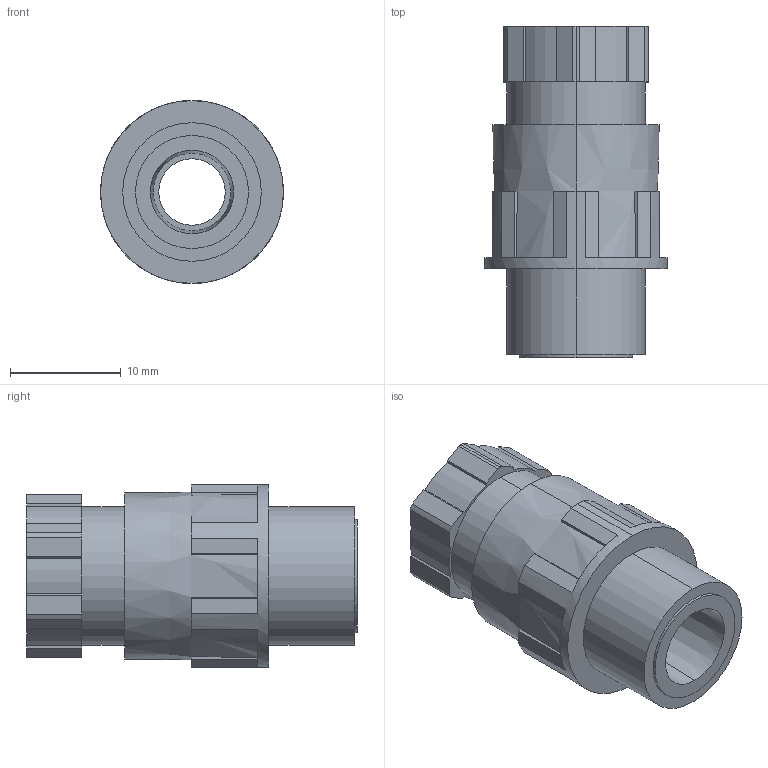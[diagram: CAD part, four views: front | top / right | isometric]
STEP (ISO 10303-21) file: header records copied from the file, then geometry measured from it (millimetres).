
FILE_DESCRIPTION (( 'STEP AP214' ), '1' );
FILE_NAME ('2036061.STP', '2020-07-20T07:44:30', ( '' ), ( '' ), 'SwSTEP 2.0', 'SolidWorks 2018', '' );
FILE_SCHEMA (( 'AUTOMOTIVE_DESIGN' ));
Length unit declared in the file: millimetre
Products named in the file (5): EV510-07_Standard; 2036061; EV169-07-01_Standard; 022659_Pg07 Di6 2028077 30700000; EV730_EV730-07
Assembly tree (4 placements, depth 2):
  2036061
    EV169-07-01_Standard
    EV510-07_Standard
    EV730_EV730-07
    022659_Pg07 Di6 2028077 30700000
Bounding box: 16.5 x 29.85 x 16.5 mm (x, y, z)
Volume: 3356.6 mm3; surface area: 3489.8 mm2
Topology: 4 solids, 4 shells, 117 faces, 307 edges, 202 vertices
Faces by surface type: plane 72, cylinder 35, cone 10
Entity records: 3861 total; most frequent: CARTESIAN_POINT 681, DIRECTION 649, ORIENTED_EDGE 614, EDGE_CURVE 307, AXIS2_PLACEMENT_3D 230, VERTEX_POINT 202, VECTOR 189, LINE 189
